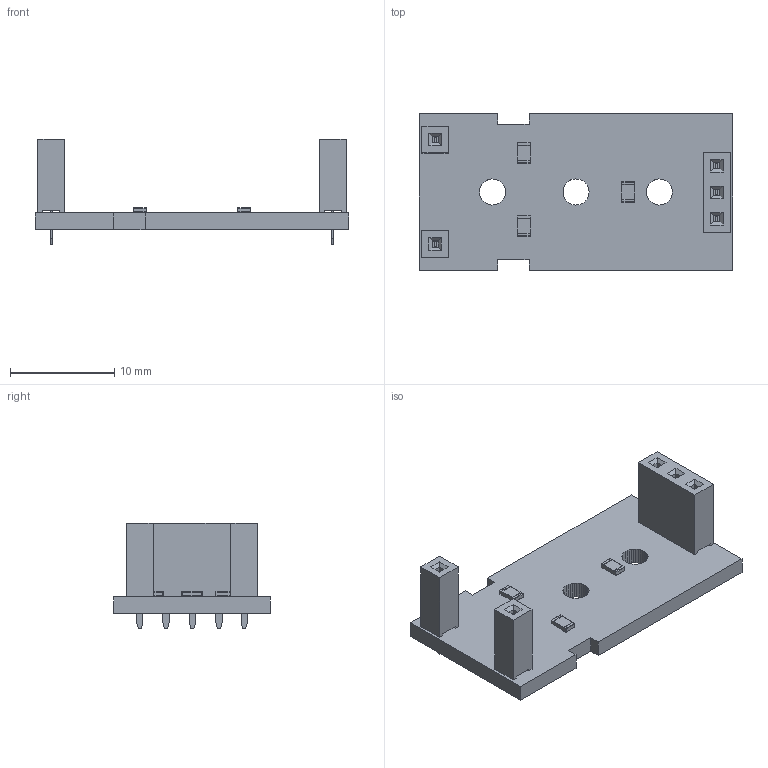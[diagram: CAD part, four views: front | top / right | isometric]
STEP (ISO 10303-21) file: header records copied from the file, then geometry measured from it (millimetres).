
FILE_DESCRIPTION(('KiCad electronic assembly'),'2;1');
FILE_NAME('GATE.step','2024-03-05T14:20:26',('Pcbnew'),('Kicad'), 'Open CASCADE STEP processor 7.6','KiCad to STEP converter','Unknown' );
FILE_SCHEMA(('AUTOMOTIVE_DESIGN { 1 0 10303 214 1 1 1 1 }'));
Length unit declared in the file: millimetre
Products named in the file (8): GATE 1; R_0805_2012Metric; SOLID; PinSocket_1x01_P2.54mm_Vertical; PinSocket_1x03_P2.54mm_Vertical; GATE PCB
Assembly tree (10 placements, depth 3):
  GATE 1
    R_0805_2012Metric  x3
      SOLID
    PinSocket_1x01_P2.54mm_Vertical  x2
      SOLID
    PinSocket_1x03_P2.54mm_Vertical
      SOLID
    GATE PCB
Bounding box: 30 x 15 x 10.1 mm (x, y, z)
Volume: 896 mm3; surface area: 1542.2 mm2
Topology: 7 solids, 7 shells, 387 faces, 1042 edges, 684 vertices
Faces by surface type: plane 358, cylinder 29
Full cylindrical faces by diameter (mm): 1 x5
Entity records: 20975 total; most frequent: CARTESIAN_POINT 3347, DIRECTION 3024, LINE 2354, VECTOR 2354, ORIENTED_EDGE 1604, PCURVE 1604, DEFINITIONAL_REPRESENTATION 1604, EDGE_CURVE 802
